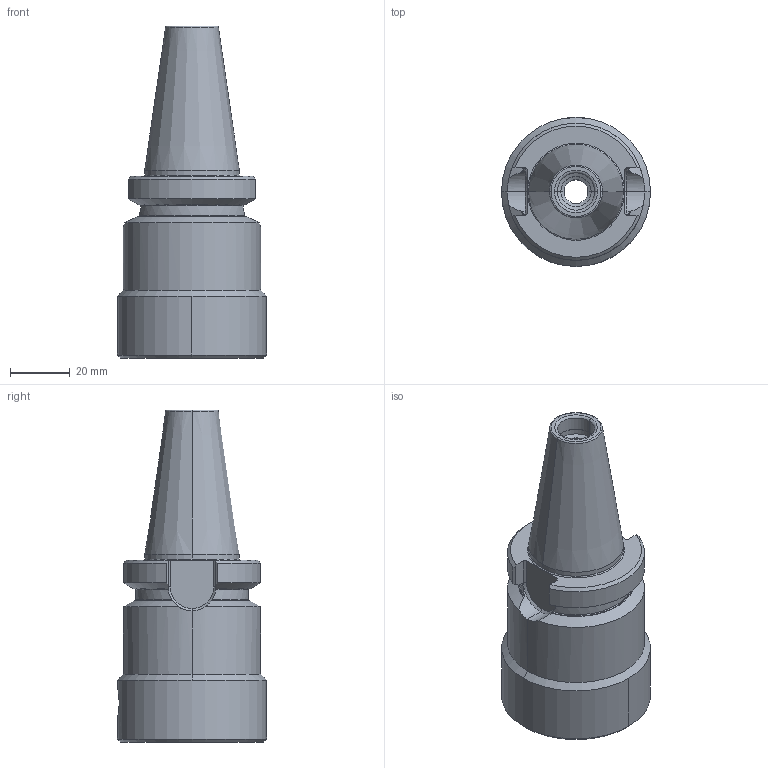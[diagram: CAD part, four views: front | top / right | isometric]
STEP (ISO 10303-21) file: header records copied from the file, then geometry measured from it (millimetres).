
FILE_DESCRIPTION(('no description'),'unknown implementation level');
FILE_NAME('F471992F-1CCA-4A85-91F4-805054E01793_export.stp',' ',('CIMSOURCE GmbH'),('CADClick - KiM GmbH - www.kimweb.de'),'unknown preprocess','ACIS','unknown authorization');
FILE_SCHEMA(('automotive_design'));
Length unit declared in the file: millimetre
Products named in the file (1): Kombinieren1
Bounding box: 50 x 50 x 111.4 mm (x, y, z)
Volume: 99440.4 mm3; surface area: 21911.8 mm2
Topology: 1 solids, 1 shells, 122 faces, 305 edges, 186 vertices
Faces by surface type: cone 38, cylinder 38, plane 36, torus 10
Entity records: 7349 total; most frequent: CARTESIAN_POINT 997, DIRECTION 619, STYLED_ITEM 614, PRESENTATION_STYLE_ASSIGNMENT 614, COLOUR_RGB 614, ORIENTED_EDGE 610, EDGE_CURVE 305, CURVE_STYLE 305
